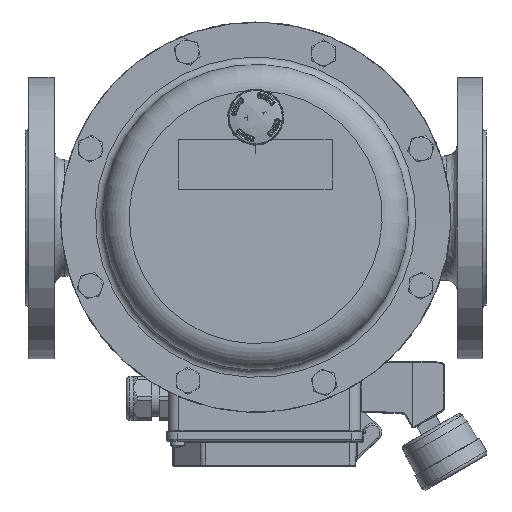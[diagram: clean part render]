
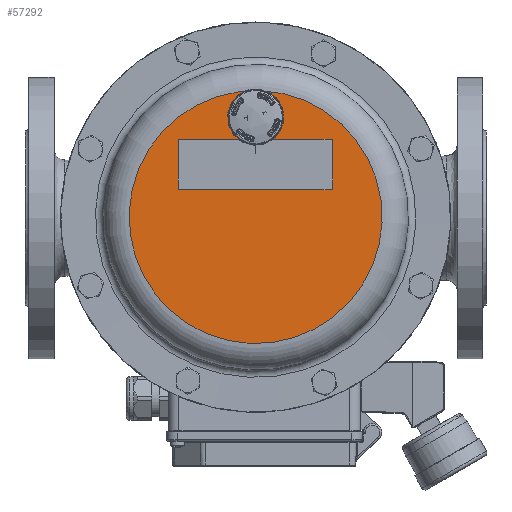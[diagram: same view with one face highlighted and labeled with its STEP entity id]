
A CAD part, top view. The second image highlights one B-rep face of the part: STEP entity #57292.
In plain terms, the highlighted planar face has unit normal (0, 0, 1).
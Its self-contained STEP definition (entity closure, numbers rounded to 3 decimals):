
#6672=LINE('',#114726,#9929);
#6676=LINE('',#114735,#9933);
#6679=LINE('',#114743,#9936);
#6682=LINE('',#114751,#9939);
#9929=VECTOR('',#73657,1000.);
#9933=VECTOR('',#73667,1000.);
#9936=VECTOR('',#73676,1000.);
#9939=VECTOR('',#73685,1000.);
#11099=FACE_BOUND('',#16750,.T.);
#11100=FACE_BOUND('',#16751,.T.);
#13364=FACE_OUTER_BOUND('',#16749,.T.);
#16749=EDGE_LOOP('',(#45523));
#16750=EDGE_LOOP('',(#45524,#45525,#45526,#45527,#45528,#45529,#45530,#45531));
#16751=EDGE_LOOP('',(#45532,#45533));
#19349=CIRCLE('',#61401,10.35);
#19419=CIRCLE('',#61498,69.65);
#19672=CIRCLE('',#62059,1.);
#19673=CIRCLE('',#62062,1.);
#19674=CIRCLE('',#62065,1.);
#19675=CIRCLE('',#62068,1.);
#19676=CIRCLE('',#62118,10.35);
#23671=VERTEX_POINT('',#111380);
#23672=VERTEX_POINT('',#111381);
#23758=VERTEX_POINT('',#111965);
#24240=VERTEX_POINT('',#114724);
#24241=VERTEX_POINT('',#114725);
#24242=VERTEX_POINT('',#114730);
#24243=VERTEX_POINT('',#114734);
#24244=VERTEX_POINT('',#114738);
#24245=VERTEX_POINT('',#114742);
#24246=VERTEX_POINT('',#114746);
#24247=VERTEX_POINT('',#114750);
#30593=EDGE_CURVE('',#23671,#23672,#19349,.T.);
#30710=EDGE_CURVE('',#23758,#23758,#19419,.T.);
#31484=EDGE_CURVE('',#24240,#24241,#6672,.T.);
#31487=EDGE_CURVE('',#24241,#24242,#19672,.T.);
#31489=EDGE_CURVE('',#24242,#24243,#6676,.T.);
#31491=EDGE_CURVE('',#24243,#24244,#19673,.T.);
#31493=EDGE_CURVE('',#24244,#24245,#6679,.T.);
#31495=EDGE_CURVE('',#24245,#24246,#19674,.T.);
#31497=EDGE_CURVE('',#24246,#24247,#6682,.T.);
#31499=EDGE_CURVE('',#24247,#24240,#19675,.T.);
#31572=EDGE_CURVE('',#23672,#23671,#19676,.T.);
#45523=ORIENTED_EDGE('',*,*,#30710,.F.);
#45524=ORIENTED_EDGE('',*,*,#31499,.F.);
#45525=ORIENTED_EDGE('',*,*,#31497,.F.);
#45526=ORIENTED_EDGE('',*,*,#31495,.F.);
#45527=ORIENTED_EDGE('',*,*,#31493,.F.);
#45528=ORIENTED_EDGE('',*,*,#31491,.F.);
#45529=ORIENTED_EDGE('',*,*,#31489,.F.);
#45530=ORIENTED_EDGE('',*,*,#31487,.F.);
#45531=ORIENTED_EDGE('',*,*,#31484,.F.);
#45532=ORIENTED_EDGE('',*,*,#31572,.T.);
#45533=ORIENTED_EDGE('',*,*,#30593,.T.);
#51551=PLANE('',#62117);
#57292=ADVANCED_FACE('',(#13364,#11099,#11100),#51551,.F.);
#61401=AXIS2_PLACEMENT_3D('',#111382,#72100,#72101);
#61498=AXIS2_PLACEMENT_3D('',#111967,#72320,#72321);
#62059=AXIS2_PLACEMENT_3D('',#114731,#73662,#73663);
#62062=AXIS2_PLACEMENT_3D('',#114739,#73671,#73672);
#62065=AXIS2_PLACEMENT_3D('',#114747,#73680,#73681);
#62068=AXIS2_PLACEMENT_3D('',#114754,#73689,#73690);
#62117=AXIS2_PLACEMENT_3D('',#114899,#73859,#73860);
#62118=AXIS2_PLACEMENT_3D('',#114900,#73861,#73862);
#72100=DIRECTION('center_axis',(0.,0.,
-1.));
#72101=DIRECTION('ref_axis',(-0.924,0.383,0.));
#72320=DIRECTION('center_axis',(0.,0.,
-1.));
#72321=DIRECTION('ref_axis',(-0.924,0.383,0.));
#73657=DIRECTION('',(0.,1.,0.));
#73662=DIRECTION('center_axis',(0.,0.,
1.));
#73663=DIRECTION('ref_axis',(0.,-1.,0.));
#73667=DIRECTION('',(-1.,0.,0.));
#73671=DIRECTION('center_axis',(0.,0.,
1.));
#73672=DIRECTION('ref_axis',(0.,-1.,0.));
#73676=DIRECTION('',(0.,-1.,0.));
#73680=DIRECTION('center_axis',(0.,0.,
1.));
#73681=DIRECTION('ref_axis',(0.,-1.,0.));
#73685=DIRECTION('',(1.,0.,0.));
#73689=DIRECTION('center_axis',(0.,0.,
1.));
#73690=DIRECTION('ref_axis',(0.,-1.,0.));
#73859=DIRECTION('center_axis',(0.,0.,
-1.));
#73860=DIRECTION('ref_axis',(-0.924,0.383,0.));
#73861=DIRECTION('center_axis',(0.,0.,
-1.));
#73862=DIRECTION('ref_axis',(-0.924,0.383,0.));
#111380=CARTESIAN_POINT('',(0.,65.35,301.));
#111381=CARTESIAN_POINT('',(0.,44.65,301.));
#111382=CARTESIAN_POINT('Origin',(0.,55.,
301.));
#111965=CARTESIAN_POINT('',(64.348,-26.654,301.));
#111967=CARTESIAN_POINT('Origin',(0.,0.,
301.));
#114724=CARTESIAN_POINT('',(42.5,16.,301.));
#114725=CARTESIAN_POINT('',(42.5,42.,301.));
#114726=CARTESIAN_POINT('',(42.5,16.,301.));
#114730=CARTESIAN_POINT('',(41.5,43.,301.));
#114731=CARTESIAN_POINT('Origin',(41.5,42.,301.));
#114734=CARTESIAN_POINT('',(-41.5,43.,301.));
#114735=CARTESIAN_POINT('',(41.5,43.,301.));
#114738=CARTESIAN_POINT('',(-42.5,42.,301.));
#114739=CARTESIAN_POINT('Origin',(-41.5,42.,301.));
#114742=CARTESIAN_POINT('',(-42.5,16.,301.));
#114743=CARTESIAN_POINT('',(-42.5,16.,301.));
#114746=CARTESIAN_POINT('',(-41.5,15.,301.));
#114747=CARTESIAN_POINT('Origin',(-41.5,16.,301.));
#114750=CARTESIAN_POINT('',(41.5,15.,301.));
#114751=CARTESIAN_POINT('',(41.5,15.,301.));
#114754=CARTESIAN_POINT('Origin',(41.5,16.,301.));
#114899=CARTESIAN_POINT('Origin',(0.,0.,
301.));
#114900=CARTESIAN_POINT('Origin',(0.,55.,
301.));
